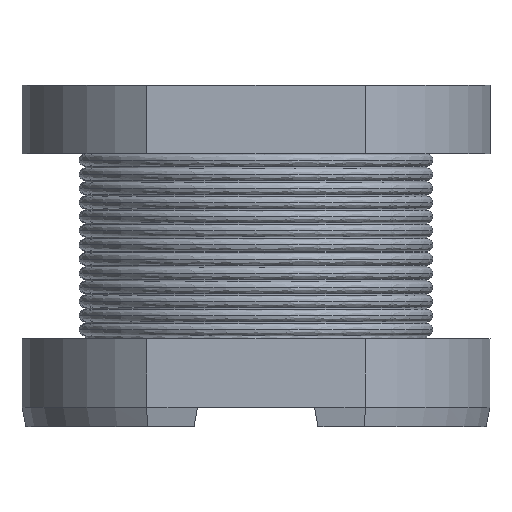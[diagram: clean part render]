
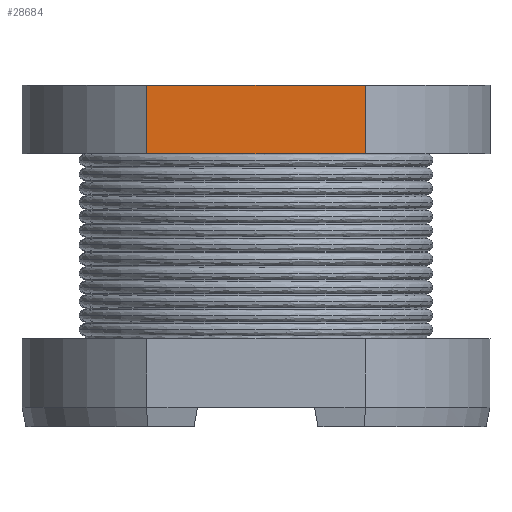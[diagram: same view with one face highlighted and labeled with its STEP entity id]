
A CAD part, front view. The second image highlights one B-rep face of the part: STEP entity #28684.
In plain terms, the highlighted planar face has unit normal (0, -1, 0).
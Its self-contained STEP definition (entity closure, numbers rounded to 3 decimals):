
#27716 = PLANE('',#27717);
#27717 = AXIS2_PLACEMENT_3D('',#27718,#27719,#27720);
#27718 = CARTESIAN_POINT('',(0.,0.,
    2.85));
#27719 = DIRECTION('',(0.,0.,1.));
#27720 = DIRECTION('',(1.,0.,0.));
#28149 = VERTEX_POINT('',#28150);
#28150 = CARTESIAN_POINT('',(-1.121,-2.15,2.85));
#28165 = CYLINDRICAL_SURFACE('',#28166,2.425);
#28166 = AXIS2_PLACEMENT_3D('',#28167,#28168,#28169);
#28167 = CARTESIAN_POINT('',(0.,0.,
    3.55));
#28168 = DIRECTION('',(0.,0.,-1.));
#28169 = DIRECTION('',(-1.,0.,0.));
#28199 = EDGE_CURVE('',#28200,#28149,#28202,.T.);
#28200 = VERTEX_POINT('',#28201);
#28201 = CARTESIAN_POINT('',(1.121,-2.15,2.85));
#28202 = SURFACE_CURVE('',#28203,(#28207,#28214),.PCURVE_S1.);
#28203 = LINE('',#28204,#28205);
#28204 = CARTESIAN_POINT('',(1.121,-2.15,2.85));
#28205 = VECTOR('',#28206,1.);
#28206 = DIRECTION('',(-1.,0.,0.));
#28207 = PCURVE('',#27716,#28208);
#28208 = DEFINITIONAL_REPRESENTATION('',(#28209),#28213);
#28209 = LINE('',#28210,#28211);
#28210 = CARTESIAN_POINT('',(1.121,-2.15));
#28211 = VECTOR('',#28212,1.);
#28212 = DIRECTION('',(-1.,0.));
#28213 = ( GEOMETRIC_REPRESENTATION_CONTEXT(2) 
PARAMETRIC_REPRESENTATION_CONTEXT() REPRESENTATION_CONTEXT('2D SPACE',''
  ) );
#28214 = PCURVE('',#28215,#28220);
#28215 = PLANE('',#28216);
#28216 = AXIS2_PLACEMENT_3D('',#28217,#28218,#28219);
#28217 = CARTESIAN_POINT('',(1.121,-2.15,3.55));
#28218 = DIRECTION('',(0.,1.,0.));
#28219 = DIRECTION('',(-1.,0.,0.));
#28220 = DEFINITIONAL_REPRESENTATION('',(#28221),#28225);
#28221 = LINE('',#28222,#28223);
#28222 = CARTESIAN_POINT('',(0.,-0.7));
#28223 = VECTOR('',#28224,1.);
#28224 = DIRECTION('',(1.,0.));
#28225 = ( GEOMETRIC_REPRESENTATION_CONTEXT(2) 
PARAMETRIC_REPRESENTATION_CONTEXT() REPRESENTATION_CONTEXT('2D SPACE',''
  ) );
#28242 = CYLINDRICAL_SURFACE('',#28243,2.425);
#28243 = AXIS2_PLACEMENT_3D('',#28244,#28245,#28246);
#28244 = CARTESIAN_POINT('',(0.,0.,
    3.55));
#28245 = DIRECTION('',(0.,0.,-1.));
#28246 = DIRECTION('',(-1.,0.,0.));
#28390 = PLANE('',#28391);
#28391 = AXIS2_PLACEMENT_3D('',#28392,#28393,#28394);
#28392 = CARTESIAN_POINT('',(0.,0.,
    3.55));
#28393 = DIRECTION('',(0.,0.,1.));
#28394 = DIRECTION('',(1.,0.,0.));
#28475 = VERTEX_POINT('',#28476);
#28476 = CARTESIAN_POINT('',(1.121,-2.15,3.55));
#28520 = EDGE_CURVE('',#28475,#28200,#28521,.T.);
#28521 = SURFACE_CURVE('',#28522,(#28526,#28555),.PCURVE_S1.);
#28522 = LINE('',#28523,#28524);
#28523 = CARTESIAN_POINT('',(1.121,-2.15,3.55));
#28524 = VECTOR('',#28525,1.);
#28525 = DIRECTION('',(0.,0.,-1.));
#28526 = PCURVE('',#28242,#28527);
#28527 = DEFINITIONAL_REPRESENTATION('',(#28528),#28554);
#28528 = B_SPLINE_CURVE_WITH_KNOTS('',3,(#28529,#28530,#28531,#28532,
    #28533,#28534,#28535,#28536,#28537,#28538,#28539,#28540,#28541,
    #28542,#28543,#28544,#28545,#28546,#28547,#28548,#28549,#28550,
    #28551,#28552,#28553),.UNSPECIFIED.,.F.,.F.,(4,1,1,1,1,1,1,1,1,1,1,1
    ,1,1,1,1,1,1,1,1,1,1,4),(0.,0.032,
    0.064,0.095,0.127,
    0.159,0.191,0.223,0.255,
    0.286,0.318,0.35,0.382,0.414,
    0.445,0.477,0.509,0.541,
    0.573,0.605,0.636,0.668,0.7),
  .QUASI_UNIFORM_KNOTS.);
#28529 = CARTESIAN_POINT('',(4.232,0.));
#28530 = CARTESIAN_POINT('',(4.232,0.011));
#28531 = CARTESIAN_POINT('',(4.232,0.032));
#28532 = CARTESIAN_POINT('',(4.232,0.064));
#28533 = CARTESIAN_POINT('',(4.232,0.095));
#28534 = CARTESIAN_POINT('',(4.232,0.127));
#28535 = CARTESIAN_POINT('',(4.232,0.159));
#28536 = CARTESIAN_POINT('',(4.232,0.191));
#28537 = CARTESIAN_POINT('',(4.232,0.223));
#28538 = CARTESIAN_POINT('',(4.232,0.255));
#28539 = CARTESIAN_POINT('',(4.232,0.286));
#28540 = CARTESIAN_POINT('',(4.232,0.318));
#28541 = CARTESIAN_POINT('',(4.232,0.35));
#28542 = CARTESIAN_POINT('',(4.232,0.382));
#28543 = CARTESIAN_POINT('',(4.232,0.414));
#28544 = CARTESIAN_POINT('',(4.232,0.445));
#28545 = CARTESIAN_POINT('',(4.232,0.477));
#28546 = CARTESIAN_POINT('',(4.232,0.509));
#28547 = CARTESIAN_POINT('',(4.232,0.541));
#28548 = CARTESIAN_POINT('',(4.232,0.573));
#28549 = CARTESIAN_POINT('',(4.232,0.605));
#28550 = CARTESIAN_POINT('',(4.232,0.636));
#28551 = CARTESIAN_POINT('',(4.232,0.668));
#28552 = CARTESIAN_POINT('',(4.232,0.689));
#28553 = CARTESIAN_POINT('',(4.232,0.7));
#28554 = ( GEOMETRIC_REPRESENTATION_CONTEXT(2) 
PARAMETRIC_REPRESENTATION_CONTEXT() REPRESENTATION_CONTEXT('2D SPACE',''
  ) );
#28555 = PCURVE('',#28215,#28556);
#28556 = DEFINITIONAL_REPRESENTATION('',(#28557),#28561);
#28557 = LINE('',#28558,#28559);
#28558 = CARTESIAN_POINT('',(0.,0.));
#28559 = VECTOR('',#28560,1.);
#28560 = DIRECTION('',(0.,-1.));
#28561 = ( GEOMETRIC_REPRESENTATION_CONTEXT(2) 
PARAMETRIC_REPRESENTATION_CONTEXT() REPRESENTATION_CONTEXT('2D SPACE',''
  ) );
#28684 = ADVANCED_FACE('',(#28685),#28215,.F.);
#28685 = FACE_BOUND('',#28686,.T.);
#28686 = EDGE_LOOP('',(#28687,#28688,#28711,#28754));
#28687 = ORIENTED_EDGE('',*,*,#28520,.F.);
#28688 = ORIENTED_EDGE('',*,*,#28689,.F.);
#28689 = EDGE_CURVE('',#28690,#28475,#28692,.T.);
#28690 = VERTEX_POINT('',#28691);
#28691 = CARTESIAN_POINT('',(-1.121,-2.15,3.55));
#28692 = SURFACE_CURVE('',#28693,(#28697,#28704),.PCURVE_S1.);
#28693 = LINE('',#28694,#28695);
#28694 = CARTESIAN_POINT('',(0.,-2.15,3.55));
#28695 = VECTOR('',#28696,1.);
#28696 = DIRECTION('',(1.,0.,0.));
#28697 = PCURVE('',#28215,#28698);
#28698 = DEFINITIONAL_REPRESENTATION('',(#28699),#28703);
#28699 = LINE('',#28700,#28701);
#28700 = CARTESIAN_POINT('',(1.121,0.));
#28701 = VECTOR('',#28702,1.);
#28702 = DIRECTION('',(-1.,0.));
#28703 = ( GEOMETRIC_REPRESENTATION_CONTEXT(2) 
PARAMETRIC_REPRESENTATION_CONTEXT() REPRESENTATION_CONTEXT('2D SPACE',''
  ) );
#28704 = PCURVE('',#28390,#28705);
#28705 = DEFINITIONAL_REPRESENTATION('',(#28706),#28710);
#28706 = LINE('',#28707,#28708);
#28707 = CARTESIAN_POINT('',(0.,-2.15));
#28708 = VECTOR('',#28709,1.);
#28709 = DIRECTION('',(1.,0.));
#28710 = ( GEOMETRIC_REPRESENTATION_CONTEXT(2) 
PARAMETRIC_REPRESENTATION_CONTEXT() REPRESENTATION_CONTEXT('2D SPACE',''
  ) );
#28711 = ORIENTED_EDGE('',*,*,#28712,.F.);
#28712 = EDGE_CURVE('',#28149,#28690,#28713,.T.);
#28713 = SURFACE_CURVE('',#28714,(#28718,#28725),.PCURVE_S1.);
#28714 = LINE('',#28715,#28716);
#28715 = CARTESIAN_POINT('',(-1.121,-2.15,3.55));
#28716 = VECTOR('',#28717,1.);
#28717 = DIRECTION('',(0.,0.,1.));
#28718 = PCURVE('',#28215,#28719);
#28719 = DEFINITIONAL_REPRESENTATION('',(#28720),#28724);
#28720 = LINE('',#28721,#28722);
#28721 = CARTESIAN_POINT('',(2.243,0.));
#28722 = VECTOR('',#28723,1.);
#28723 = DIRECTION('',(0.,1.));
#28724 = ( GEOMETRIC_REPRESENTATION_CONTEXT(2) 
PARAMETRIC_REPRESENTATION_CONTEXT() REPRESENTATION_CONTEXT('2D SPACE',''
  ) );
#28725 = PCURVE('',#28165,#28726);
#28726 = DEFINITIONAL_REPRESENTATION('',(#28727),#28753);
#28727 = B_SPLINE_CURVE_WITH_KNOTS('',3,(#28728,#28729,#28730,#28731,
    #28732,#28733,#28734,#28735,#28736,#28737,#28738,#28739,#28740,
    #28741,#28742,#28743,#28744,#28745,#28746,#28747,#28748,#28749,
    #28750,#28751,#28752),.UNSPECIFIED.,.F.,.F.,(4,1,1,1,1,1,1,1,1,1,1,1
    ,1,1,1,1,1,1,1,1,1,1,4),(-0.7,-0.668,-0.636,
    -0.605,-0.573,-0.541,-0.509,
    -0.477,-0.445,-0.414,-0.382,
    -0.35,-0.318,-0.286,-0.255,
    -0.223,-0.191,-0.159,-0.127,
    -0.095,-0.064,-0.032,
    0.),.UNSPECIFIED.);
#28728 = CARTESIAN_POINT('',(5.193,0.7));
#28729 = CARTESIAN_POINT('',(5.193,0.689));
#28730 = CARTESIAN_POINT('',(5.193,0.668));
#28731 = CARTESIAN_POINT('',(5.193,0.636));
#28732 = CARTESIAN_POINT('',(5.193,0.605));
#28733 = CARTESIAN_POINT('',(5.193,0.573));
#28734 = CARTESIAN_POINT('',(5.193,0.541));
#28735 = CARTESIAN_POINT('',(5.193,0.509));
#28736 = CARTESIAN_POINT('',(5.193,0.477));
#28737 = CARTESIAN_POINT('',(5.193,0.445));
#28738 = CARTESIAN_POINT('',(5.193,0.414));
#28739 = CARTESIAN_POINT('',(5.193,0.382));
#28740 = CARTESIAN_POINT('',(5.193,0.35));
#28741 = CARTESIAN_POINT('',(5.193,0.318));
#28742 = CARTESIAN_POINT('',(5.193,0.286));
#28743 = CARTESIAN_POINT('',(5.193,0.255));
#28744 = CARTESIAN_POINT('',(5.193,0.223));
#28745 = CARTESIAN_POINT('',(5.193,0.191));
#28746 = CARTESIAN_POINT('',(5.193,0.159));
#28747 = CARTESIAN_POINT('',(5.193,0.127));
#28748 = CARTESIAN_POINT('',(5.193,0.095));
#28749 = CARTESIAN_POINT('',(5.193,0.064));
#28750 = CARTESIAN_POINT('',(5.193,0.032));
#28751 = CARTESIAN_POINT('',(5.193,0.011));
#28752 = CARTESIAN_POINT('',(5.193,0.));
#28753 = ( GEOMETRIC_REPRESENTATION_CONTEXT(2) 
PARAMETRIC_REPRESENTATION_CONTEXT() REPRESENTATION_CONTEXT('2D SPACE',''
  ) );
#28754 = ORIENTED_EDGE('',*,*,#28199,.F.);
